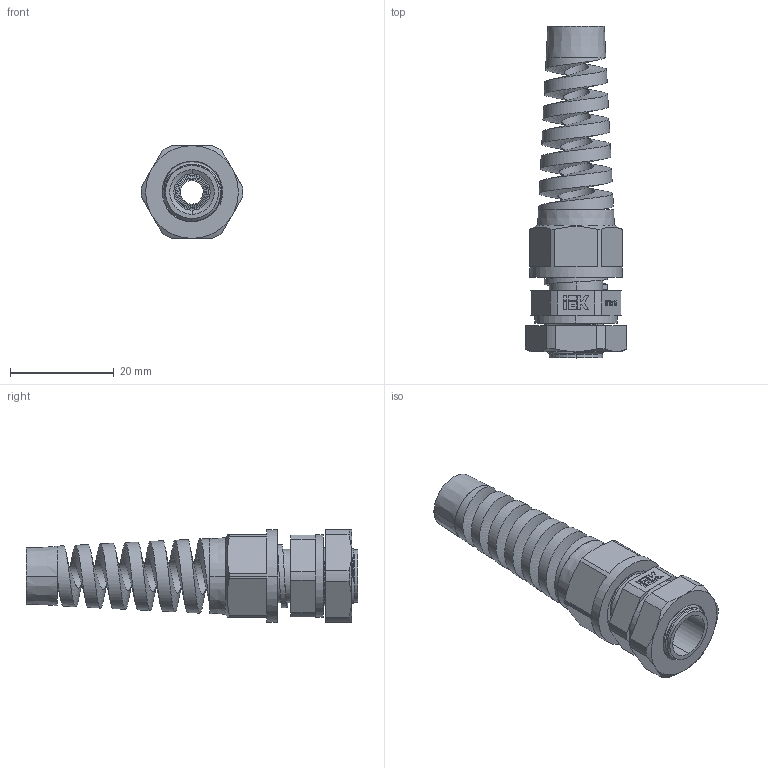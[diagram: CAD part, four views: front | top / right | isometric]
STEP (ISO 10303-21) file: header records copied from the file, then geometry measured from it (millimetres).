
FILE_DESCRIPTION (( 'STEP AP214' ), '1' );
FILE_NAME ('YSA23-05-12-68-K02 Ñàëüíèê MGR 12 .STEP', '2023-10-04T10:36:34', ( '' ), ( '' ), 'SwSTEP 2.0', 'SolidWorks 2022', '' );
FILE_SCHEMA (( 'AUTOMOTIVE_DESIGN' ));
Length unit declared in the file: millimetre
Products named in the file (1): YSA23-05-12-68-K02 Сальник MGR 12 
Bounding box: 19.59 x 64.1 x 17.9 mm (x, y, z)
Volume: 6174.3 mm3; surface area: 9036.1 mm2
Topology: 7 solids, 7 shells, 427 faces, 1147 edges, 755 vertices
Faces by surface type: plane 232, bspline 77, cylinder 75, cone 24, torus 19
Entity records: 29395 total; most frequent: CARTESIAN_POINT 14601, ORIENTED_EDGE 2294, DIRECTION 1747, EDGE_CURVE 1147, VERTEX_POINT 755, VECTOR 639, LINE 639, AXIS2_PLACEMENT_3D 554
